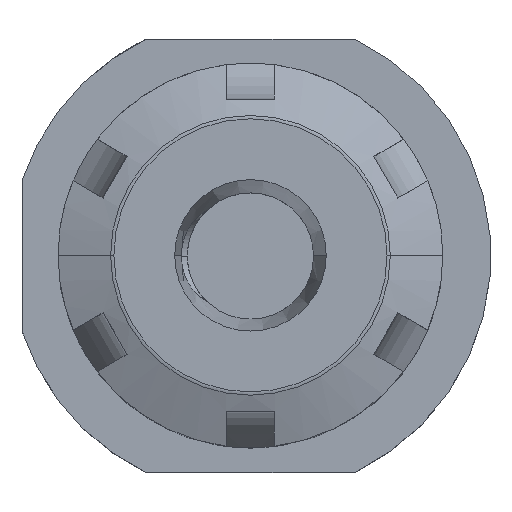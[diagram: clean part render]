
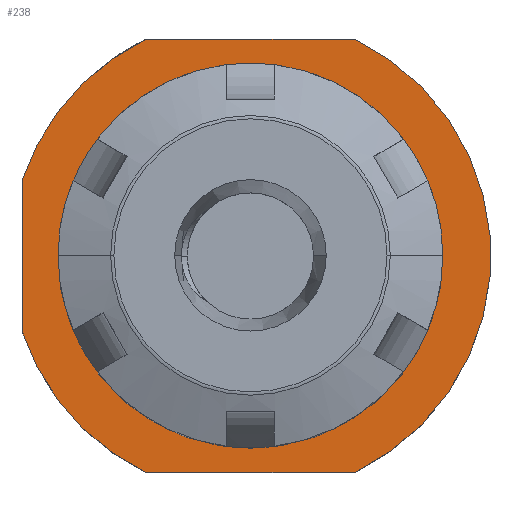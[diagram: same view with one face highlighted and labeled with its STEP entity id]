
A CAD part, top view. The second image highlights one B-rep face of the part: STEP entity #238.
In plain terms, the highlighted planar face has unit normal (0, 0, 1).
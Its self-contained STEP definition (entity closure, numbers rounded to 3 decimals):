
#61 = DIRECTION ( 'NONE',  ( -1., 0., 0. ) ) ;
#238 = ADVANCED_FACE ( 'NONE', ( #4284, #1235 ), #4450, .T. ) ;
#397 = DIRECTION ( 'NONE',  ( 1., 0., 0. ) ) ;
#429 = VERTEX_POINT ( 'NONE', #930 ) ;
#493 = CARTESIAN_POINT ( 'NONE',  ( 0., 0., 45. ) ) ;
#537 = EDGE_CURVE ( 'NONE', #3423, #3503, #5566, .T. ) ;
#664 = DIRECTION ( 'NONE',  ( 1., 0., 0. ) ) ;
#702 = CIRCLE ( 'NONE', #4610, 20. ) ;
#756 = EDGE_CURVE ( 'NONE', #429, #5163, #2306, .T. ) ;
#930 = CARTESIAN_POINT ( 'NONE',  ( 10., 0., 45. ) ) ;
#943 = ORIENTED_EDGE ( 'NONE', *, *, #6006, .T. ) ;
#945 = LINE ( 'NONE', #1968, #2870 ) ;
#982 = CARTESIAN_POINT ( 'NONE',  ( 8.718, 18., 45. ) ) ;
#1102 = AXIS2_PLACEMENT_3D ( 'NONE', #1204, #5076, #5013 ) ;
#1195 = DIRECTION ( 'NONE',  ( 0., 0., 1. ) ) ;
#1199 = EDGE_LOOP ( 'NONE', ( #6000, #4031 ) ) ;
#1204 = CARTESIAN_POINT ( 'NONE',  ( 0., 0., 45. ) ) ;
#1235 = FACE_BOUND ( 'NONE', #1199, .T. ) ;
#1359 = AXIS2_PLACEMENT_3D ( 'NONE', #493, #5766, #3871 ) ;
#1674 = VECTOR ( 'NONE', #61, 1000. ) ;
#1748 = ORIENTED_EDGE ( 'NONE', *, *, #537, .T. ) ;
#1752 = VERTEX_POINT ( 'NONE', #3565 ) ;
#1804 = DIRECTION ( 'NONE',  ( 1., 0., 0. ) ) ;
#1868 = ORIENTED_EDGE ( 'NONE', *, *, #4379, .T. ) ;
#1876 = AXIS2_PLACEMENT_3D ( 'NONE', #4470, #1195, #3053 ) ;
#1895 = EDGE_CURVE ( 'NONE', #5163, #429, #5201, .T. ) ;
#1929 = EDGE_CURVE ( 'NONE', #3907, #3101, #945, .T. ) ;
#1968 = CARTESIAN_POINT ( 'NONE',  ( 8.718, -18., 45. ) ) ;
#2306 = CIRCLE ( 'NONE', #1876, 10. ) ;
#2598 = AXIS2_PLACEMENT_3D ( 'NONE', #5412, #3492, #664 ) ;
#2657 = EDGE_CURVE ( 'NONE', #3846, #3423, #5118, .T. ) ;
#2670 = CARTESIAN_POINT ( 'NONE',  ( -19., -6.245, 45. ) ) ;
#2870 = VECTOR ( 'NONE', #2902, 1000. ) ;
#2902 = DIRECTION ( 'NONE',  ( -1., 0., 0. ) ) ;
#2939 = ORIENTED_EDGE ( 'NONE', *, *, #1929, .F. ) ;
#2983 = EDGE_CURVE ( 'NONE', #3907, #1752, #702, .T. ) ;
#2986 = EDGE_LOOP ( 'NONE', ( #1748, #943, #2939, #4653, #1868, #4899 ) ) ;
#3053 = DIRECTION ( 'NONE',  ( 1., 0., 0. ) ) ;
#3070 = LINE ( 'NONE', #982, #1674 ) ;
#3101 = VERTEX_POINT ( 'NONE', #5066 ) ;
#3213 = CARTESIAN_POINT ( 'NONE',  ( -10., 0., 45. ) ) ;
#3246 = CARTESIAN_POINT ( 'NONE',  ( -19., 6.245, 45. ) ) ;
#3312 = CARTESIAN_POINT ( 'NONE',  ( -8.718, 18., 45. ) ) ;
#3423 = VERTEX_POINT ( 'NONE', #3246 ) ;
#3492 = DIRECTION ( 'NONE',  ( 0., 0., 1. ) ) ;
#3503 = VERTEX_POINT ( 'NONE', #2670 ) ;
#3565 = CARTESIAN_POINT ( 'NONE',  ( 8.718, 18., 45. ) ) ;
#3824 = VECTOR ( 'NONE', #5261, 1000. ) ;
#3846 = VERTEX_POINT ( 'NONE', #3312 ) ;
#3871 = DIRECTION ( 'NONE',  ( 1., 0., 0. ) ) ;
#3907 = VERTEX_POINT ( 'NONE', #5752 ) ;
#3954 = CIRCLE ( 'NONE', #5827, 20. ) ;
#4031 = ORIENTED_EDGE ( 'NONE', *, *, #1895, .F. ) ;
#4163 = CARTESIAN_POINT ( 'NONE',  ( 0., 0., 45. ) ) ;
#4284 = FACE_OUTER_BOUND ( 'NONE', #2986, .T. ) ;
#4379 = EDGE_CURVE ( 'NONE', #1752, #3846, #3070, .T. ) ;
#4450 = PLANE ( 'NONE',  #2598 ) ;
#4470 = CARTESIAN_POINT ( 'NONE',  ( 0., 0., 45. ) ) ;
#4610 = AXIS2_PLACEMENT_3D ( 'NONE', #4163, #4667, #1804 ) ;
#4653 = ORIENTED_EDGE ( 'NONE', *, *, #2983, .T. ) ;
#4667 = DIRECTION ( 'NONE',  ( 0., 0., 1. ) ) ;
#4832 = CARTESIAN_POINT ( 'NONE',  ( -19., 6.245, 45. ) ) ;
#4899 = ORIENTED_EDGE ( 'NONE', *, *, #2657, .T. ) ;
#5013 = DIRECTION ( 'NONE',  ( 1., 0., 0. ) ) ;
#5066 = CARTESIAN_POINT ( 'NONE',  ( -8.718, -18., 45. ) ) ;
#5076 = DIRECTION ( 'NONE',  ( 0., 0., 1. ) ) ;
#5118 = CIRCLE ( 'NONE', #1102, 20. ) ;
#5163 = VERTEX_POINT ( 'NONE', #3213 ) ;
#5167 = CARTESIAN_POINT ( 'NONE',  ( 0., 0., 45. ) ) ;
#5201 = CIRCLE ( 'NONE', #1359, 10. ) ;
#5261 = DIRECTION ( 'NONE',  ( 0., -1., 0. ) ) ;
#5412 = CARTESIAN_POINT ( 'NONE',  ( 0., 0., 45. ) ) ;
#5566 = LINE ( 'NONE', #4832, #3824 ) ;
#5752 = CARTESIAN_POINT ( 'NONE',  ( 8.718, -18., 45. ) ) ;
#5766 = DIRECTION ( 'NONE',  ( 0., 0., 1. ) ) ;
#5827 = AXIS2_PLACEMENT_3D ( 'NONE', #5167, #6047, #397 ) ;
#6000 = ORIENTED_EDGE ( 'NONE', *, *, #756, .F. ) ;
#6006 = EDGE_CURVE ( 'NONE', #3503, #3101, #3954, .T. ) ;
#6047 = DIRECTION ( 'NONE',  ( 0., 0., 1. ) ) ;
